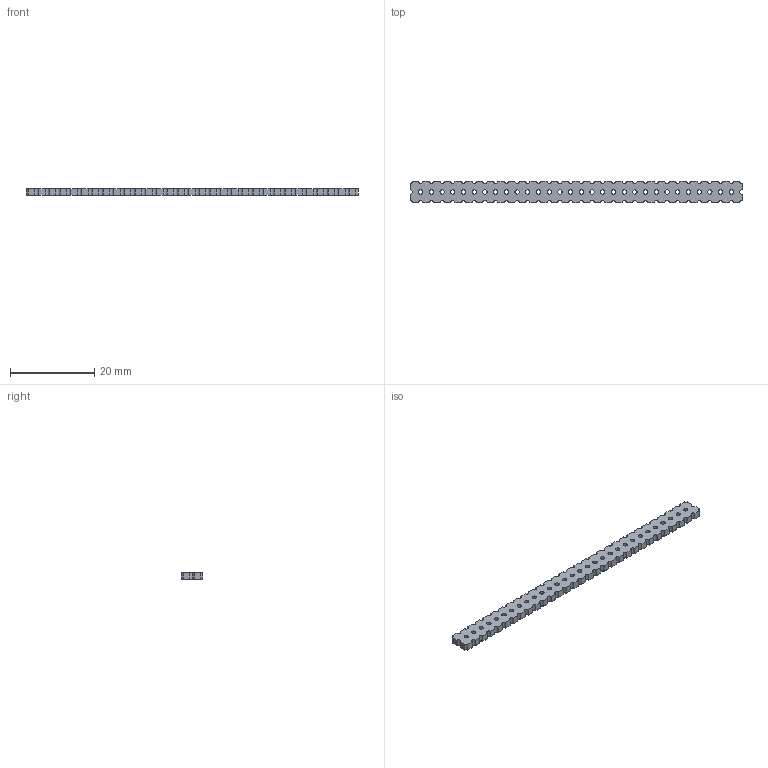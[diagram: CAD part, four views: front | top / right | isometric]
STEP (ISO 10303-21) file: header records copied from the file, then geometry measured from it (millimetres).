
FILE_DESCRIPTION(('FreeCAD Model'),'2;1');
FILE_NAME('strip_1x30_fused.step','2019-06-28T15:36:51',('Author'),(''), 'Open CASCADE STEP processor 7.3','FreeCAD','Unknown');
FILE_SCHEMA(('AUTOMOTIVE_DESIGN { 1 0 10303 214 1 1 1 1 }'));
Length unit declared in the file: millimetre
Products named in the file (1): Fusion
Bounding box: 78.74 x 5.08 x 1.64 mm (x, y, z)
Volume: 565.6 mm3; surface area: 1198.4 mm2
Topology: 1 solids, 1 shells, 340 faces, 843 edges, 505 vertices
Faces by surface type: cylinder 194, plane 146
Full cylindrical faces by diameter (mm): 1.02 x60
Entity records: 12443 total; most frequent: DIRECTION 1816, CARTESIAN_POINT 1689, ORIENTED_EDGE 1686, EDGE_CURVE 843, AXIS2_PLACEMENT_3D 632, LINE 552, VECTOR 552, VERTEX_POINT 505
